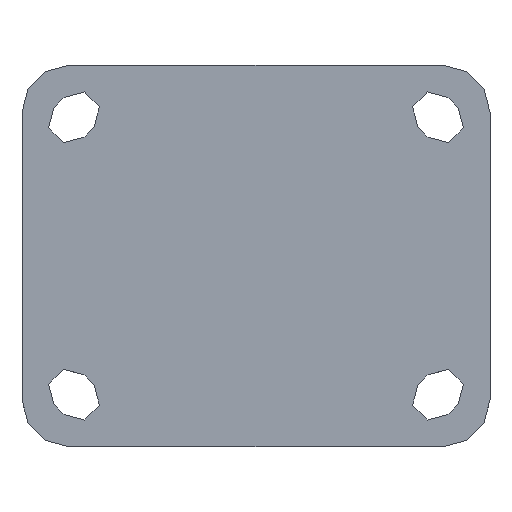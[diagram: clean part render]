
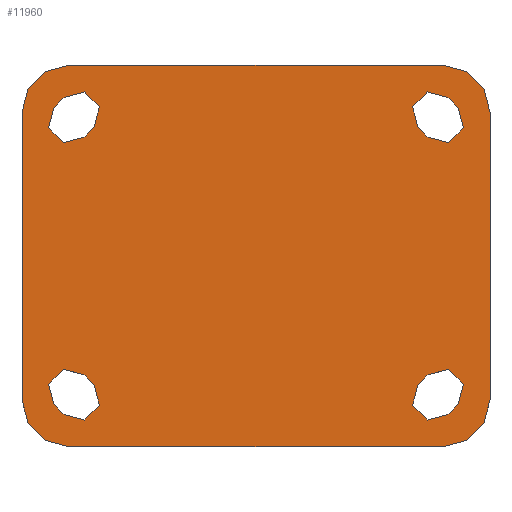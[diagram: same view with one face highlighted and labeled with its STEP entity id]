
A CAD part, top view. The second image highlights one B-rep face of the part: STEP entity #11960.
In plain terms, the highlighted planar face has unit normal (0, 0, 1).
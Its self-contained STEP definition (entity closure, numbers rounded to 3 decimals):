
#1084=FACE_BOUND('',#4529,.T.);
#1085=FACE_BOUND('',#4530,.T.);
#1086=FACE_BOUND('',#4531,.T.);
#1087=FACE_BOUND('',#4532,.T.);
#1329=PLANE('',#12937);
#2122=LINE('',#22179,#2966);
#2128=LINE('',#22192,#2972);
#2130=LINE('',#22198,#2974);
#2131=LINE('',#22203,#2975);
#2132=LINE('',#22207,#2976);
#2133=LINE('',#22211,#2977);
#2134=LINE('',#22215,#2978);
#2135=LINE('',#22219,#2979);
#2136=LINE('',#22223,#2980);
#2137=LINE('',#22227,#2981);
#2138=LINE('',#22231,#2982);
#2139=LINE('',#22235,#2983);
#2966=VECTOR('',#15020,1000.);
#2972=VECTOR('',#15028,1000.);
#2974=VECTOR('',#15034,1000.);
#2975=VECTOR('',#15039,1000.);
#2976=VECTOR('',#15042,1000.);
#2977=VECTOR('',#15045,1000.);
#2978=VECTOR('',#15048,1000.);
#2979=VECTOR('',#15051,1000.);
#2980=VECTOR('',#15054,1000.);
#2981=VECTOR('',#15057,1000.);
#2982=VECTOR('',#15060,1000.);
#2983=VECTOR('',#15063,1000.);
#3727=FACE_OUTER_BOUND('',#4528,.T.);
#4528=EDGE_LOOP('',(#10285,#10286,#10287,#10288,#10289,#10290,#10291,#10292));
#4529=EDGE_LOOP('',(#10293,#10294,#10295,#10296));
#4530=EDGE_LOOP('',(#10297,#10298,#10299,#10300));
#4531=EDGE_LOOP('',(#10301,#10302,#10303,#10304));
#4532=EDGE_LOOP('',(#10305,#10306,#10307,#10308));
#5030=CIRCLE('',#12938,13.5);
#5031=CIRCLE('',#12939,13.5);
#5032=CIRCLE('',#12940,13.5);
#5033=CIRCLE('',#12941,13.5);
#5034=CIRCLE('',#12942,6.1);
#5035=CIRCLE('',#12943,6.1);
#5036=CIRCLE('',#12944,6.1);
#5037=CIRCLE('',#12945,6.1);
#5038=CIRCLE('',#12946,6.1);
#5039=CIRCLE('',#12947,6.1);
#5040=CIRCLE('',#12948,6.1);
#5041=CIRCLE('',#12949,6.1);
#5962=VERTEX_POINT('',#22177);
#5963=VERTEX_POINT('',#22178);
#5968=VERTEX_POINT('',#22189);
#5969=VERTEX_POINT('',#22191);
#5970=VERTEX_POINT('',#22195);
#5971=VERTEX_POINT('',#22197);
#5972=VERTEX_POINT('',#22200);
#5973=VERTEX_POINT('',#22202);
#5974=VERTEX_POINT('',#22205);
#5975=VERTEX_POINT('',#22206);
#5976=VERTEX_POINT('',#22208);
#5977=VERTEX_POINT('',#22210);
#5978=VERTEX_POINT('',#22213);
#5979=VERTEX_POINT('',#22214);
#5980=VERTEX_POINT('',#22216);
#5981=VERTEX_POINT('',#22218);
#5982=VERTEX_POINT('',#22221);
#5983=VERTEX_POINT('',#22222);
#5984=VERTEX_POINT('',#22224);
#5985=VERTEX_POINT('',#22226);
#5986=VERTEX_POINT('',#22229);
#5987=VERTEX_POINT('',#22230);
#5988=VERTEX_POINT('',#22232);
#5989=VERTEX_POINT('',#22234);
#7462=EDGE_CURVE('',#5962,#5963,#2122,.T.);
#7468=EDGE_CURVE('',#5969,#5968,#2128,.T.);
#7470=EDGE_CURVE('',#5968,#5970,#5030,.T.);
#7471=EDGE_CURVE('',#5970,#5971,#2130,.T.);
#7472=EDGE_CURVE('',#5971,#5962,#5031,.T.);
#7473=EDGE_CURVE('',#5972,#5963,#5032,.T.);
#7474=EDGE_CURVE('',#5973,#5972,#2131,.T.);
#7475=EDGE_CURVE('',#5969,#5973,#5033,.T.);
#7476=EDGE_CURVE('',#5974,#5975,#2132,.T.);
#7477=EDGE_CURVE('',#5976,#5975,#5034,.T.);
#7478=EDGE_CURVE('',#5977,#5976,#2133,.T.);
#7479=EDGE_CURVE('',#5974,#5977,#5035,.T.);
#7480=EDGE_CURVE('',#5978,#5979,#2134,.T.);
#7481=EDGE_CURVE('',#5978,#5980,#5036,.T.);
#7482=EDGE_CURVE('',#5980,#5981,#2135,.T.);
#7483=EDGE_CURVE('',#5981,#5979,#5037,.T.);
#7484=EDGE_CURVE('',#5982,#5983,#2136,.T.);
#7485=EDGE_CURVE('',#5982,#5984,#5038,.T.);
#7486=EDGE_CURVE('',#5984,#5985,#2137,.T.);
#7487=EDGE_CURVE('',#5985,#5983,#5039,.T.);
#7488=EDGE_CURVE('',#5986,#5987,#2138,.T.);
#7489=EDGE_CURVE('',#5988,#5987,#5040,.T.);
#7490=EDGE_CURVE('',#5989,#5988,#2139,.T.);
#7491=EDGE_CURVE('',#5986,#5989,#5041,.T.);
#10285=ORIENTED_EDGE('',*,*,#7468,.T.);
#10286=ORIENTED_EDGE('',*,*,#7470,.T.);
#10287=ORIENTED_EDGE('',*,*,#7471,.T.);
#10288=ORIENTED_EDGE('',*,*,#7472,.T.);
#10289=ORIENTED_EDGE('',*,*,#7462,.T.);
#10290=ORIENTED_EDGE('',*,*,#7473,.F.);
#10291=ORIENTED_EDGE('',*,*,#7474,.F.);
#10292=ORIENTED_EDGE('',*,*,#7475,.F.);
#10293=ORIENTED_EDGE('',*,*,#7476,.T.);
#10294=ORIENTED_EDGE('',*,*,#7477,.F.);
#10295=ORIENTED_EDGE('',*,*,#7478,.F.);
#10296=ORIENTED_EDGE('',*,*,#7479,.F.);
#10297=ORIENTED_EDGE('',*,*,#7480,.F.);
#10298=ORIENTED_EDGE('',*,*,#7481,.T.);
#10299=ORIENTED_EDGE('',*,*,#7482,.T.);
#10300=ORIENTED_EDGE('',*,*,#7483,.T.);
#10301=ORIENTED_EDGE('',*,*,#7484,.F.);
#10302=ORIENTED_EDGE('',*,*,#7485,.T.);
#10303=ORIENTED_EDGE('',*,*,#7486,.T.);
#10304=ORIENTED_EDGE('',*,*,#7487,.T.);
#10305=ORIENTED_EDGE('',*,*,#7488,.T.);
#10306=ORIENTED_EDGE('',*,*,#7489,.F.);
#10307=ORIENTED_EDGE('',*,*,#7490,.F.);
#10308=ORIENTED_EDGE('',*,*,#7491,.F.);
#11960=ADVANCED_FACE('',(#3727,#1084,#1085,#1086,#1087),#1329,.T.);
#12937=AXIS2_PLACEMENT_3D('',#22194,#15030,#15031);
#12938=AXIS2_PLACEMENT_3D('',#22196,#15032,#15033);
#12939=AXIS2_PLACEMENT_3D('',#22199,#15035,#15036);
#12940=AXIS2_PLACEMENT_3D('',#22201,#15037,#15038);
#12941=AXIS2_PLACEMENT_3D('',#22204,#15040,#15041);
#12942=AXIS2_PLACEMENT_3D('',#22209,#15043,#15044);
#12943=AXIS2_PLACEMENT_3D('',#22212,#15046,#15047);
#12944=AXIS2_PLACEMENT_3D('',#22217,#15049,#15050);
#12945=AXIS2_PLACEMENT_3D('',#22220,#15052,#15053);
#12946=AXIS2_PLACEMENT_3D('',#22225,#15055,#15056);
#12947=AXIS2_PLACEMENT_3D('',#22228,#15058,#15059);
#12948=AXIS2_PLACEMENT_3D('',#22233,#15061,#15062);
#12949=AXIS2_PLACEMENT_3D('',#22236,#15064,#15065);
#15020=DIRECTION('',(0.,-1.,0.));
#15028=DIRECTION('',(0.,1.,0.));
#15030=DIRECTION('center_axis',(0.,0.,1.));
#15031=DIRECTION('ref_axis',(1.,0.,0.));
#15032=DIRECTION('center_axis',(0.,0.,1.));
#15033=DIRECTION('ref_axis',(0.707,0.707,0.));
#15034=DIRECTION('',(-1.,0.,0.));
#15035=DIRECTION('center_axis',(0.,0.,1.));
#15036=DIRECTION('ref_axis',(-0.707,0.707,0.));
#15037=DIRECTION('center_axis',(0.,0.,-1.));
#15038=DIRECTION('ref_axis',(-0.707,-0.707,0.));
#15039=DIRECTION('',(-1.,0.,0.));
#15040=DIRECTION('center_axis',(0.,0.,-1.));
#15041=DIRECTION('ref_axis',(0.707,-0.707,0.));
#15042=DIRECTION('',(-0.707,-0.707,0.));
#15043=DIRECTION('center_axis',(0.,0.,1.));
#15044=DIRECTION('ref_axis',(-1.,0.,0.));
#15045=DIRECTION('',(-0.707,-0.707,0.));
#15046=DIRECTION('center_axis',(0.,0.,1.));
#15047=DIRECTION('ref_axis',(-1.,0.,0.));
#15048=DIRECTION('',(0.707,-0.707,0.));
#15049=DIRECTION('center_axis',(0.,0.,-1.));
#15050=DIRECTION('ref_axis',(1.,0.,0.));
#15051=DIRECTION('',(0.707,-0.707,0.));
#15052=DIRECTION('center_axis',(0.,0.,-1.));
#15053=DIRECTION('ref_axis',(1.,0.,0.));
#15054=DIRECTION('',(-0.707,0.707,0.));
#15055=DIRECTION('center_axis',(0.,0.,-1.));
#15056=DIRECTION('ref_axis',(-1.,0.,0.));
#15057=DIRECTION('',(-0.707,0.707,0.));
#15058=DIRECTION('center_axis',(0.,0.,-1.));
#15059=DIRECTION('ref_axis',(-1.,0.,0.));
#15060=DIRECTION('',(0.707,0.707,0.));
#15061=DIRECTION('center_axis',(0.,0.,1.));
#15062=DIRECTION('ref_axis',(1.,0.,0.));
#15063=DIRECTION('',(0.707,0.707,0.));
#15064=DIRECTION('center_axis',(0.,0.,1.));
#15065=DIRECTION('ref_axis',(1.,0.,0.));
#22177=CARTESIAN_POINT('',(-67.5,41.5,0.));
#22178=CARTESIAN_POINT('',(-67.5,-41.5,0.));
#22179=CARTESIAN_POINT('',(-67.5,55.,0.));
#22189=CARTESIAN_POINT('',(67.5,41.5,0.));
#22191=CARTESIAN_POINT('',(67.5,-41.5,0.));
#22192=CARTESIAN_POINT('',(67.5,-55.,0.));
#22194=CARTESIAN_POINT('Origin',(0.,0.,0.));
#22195=CARTESIAN_POINT('',(54.,55.,0.));
#22196=CARTESIAN_POINT('Origin',(54.,41.5,0.));
#22197=CARTESIAN_POINT('',(-54.,55.,0.));
#22198=CARTESIAN_POINT('',(67.5,55.,0.));
#22199=CARTESIAN_POINT('Origin',(-54.,41.5,0.));
#22200=CARTESIAN_POINT('',(-54.,-55.,0.));
#22201=CARTESIAN_POINT('Origin',(-54.,-41.5,0.));
#22202=CARTESIAN_POINT('',(54.,-55.,0.));
#22203=CARTESIAN_POINT('',(67.5,-55.,0.));
#22204=CARTESIAN_POINT('Origin',(54.,-41.5,0.));
#22205=CARTESIAN_POINT('',(58.245,-42.881,0.));
#22206=CARTESIAN_POINT('',(55.381,-45.745,0.));
#22207=CARTESIAN_POINT('',(58.245,-42.881,0.));
#22208=CARTESIAN_POINT('',(46.755,-37.119,0.));
#22209=CARTESIAN_POINT('Origin',(51.068,-41.432,0.));
#22210=CARTESIAN_POINT('',(49.619,-34.255,0.));
#22211=CARTESIAN_POINT('',(49.619,-34.255,0.));
#22212=CARTESIAN_POINT('Origin',(53.932,-38.568,0.));
#22213=CARTESIAN_POINT('',(-58.245,-42.881,0.));
#22214=CARTESIAN_POINT('',(-55.381,-45.745,0.));
#22215=CARTESIAN_POINT('',(-58.245,-42.881,0.));
#22216=CARTESIAN_POINT('',(-49.619,-34.255,0.));
#22217=CARTESIAN_POINT('Origin',(-53.932,-38.568,0.));
#22218=CARTESIAN_POINT('',(-46.755,-37.119,0.));
#22219=CARTESIAN_POINT('',(-49.619,-34.255,0.));
#22220=CARTESIAN_POINT('Origin',(-51.068,-41.432,0.));
#22221=CARTESIAN_POINT('',(58.245,42.881,0.));
#22222=CARTESIAN_POINT('',(55.381,45.745,0.));
#22223=CARTESIAN_POINT('',(58.245,42.881,0.));
#22224=CARTESIAN_POINT('',(49.619,34.255,0.));
#22225=CARTESIAN_POINT('Origin',(53.932,38.568,0.));
#22226=CARTESIAN_POINT('',(46.755,37.119,0.));
#22227=CARTESIAN_POINT('',(49.619,34.255,0.));
#22228=CARTESIAN_POINT('Origin',(51.068,41.432,0.));
#22229=CARTESIAN_POINT('',(-58.245,42.881,0.));
#22230=CARTESIAN_POINT('',(-55.381,45.745,0.));
#22231=CARTESIAN_POINT('',(-58.245,42.881,0.));
#22232=CARTESIAN_POINT('',(-46.755,37.119,0.));
#22233=CARTESIAN_POINT('Origin',(-51.068,41.432,0.));
#22234=CARTESIAN_POINT('',(-49.619,34.255,0.));
#22235=CARTESIAN_POINT('',(-49.619,34.255,0.));
#22236=CARTESIAN_POINT('Origin',(-53.932,38.568,0.));
